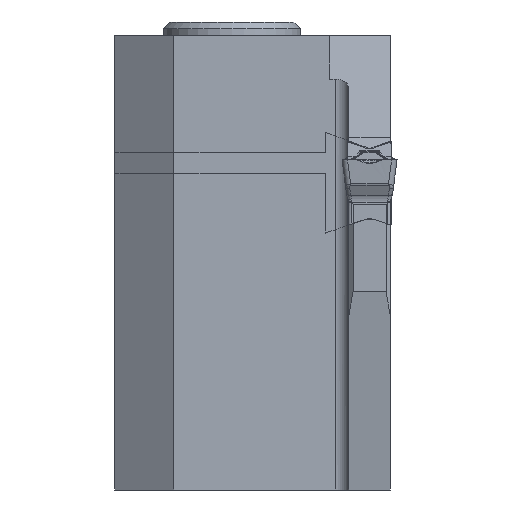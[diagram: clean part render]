
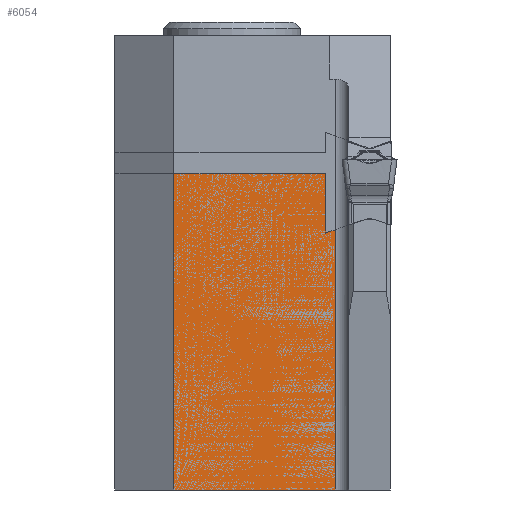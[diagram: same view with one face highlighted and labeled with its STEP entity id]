
A CAD part, left-side view. The second image highlights one B-rep face of the part: STEP entity #6054.
In plain terms, the highlighted planar face has unit normal (-1, 0, 0).
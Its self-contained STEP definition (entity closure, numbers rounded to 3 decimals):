
#6054=ADVANCED_FACE('',(#6950),#6786,.F.);
#6786=PLANE('',#16215);
#6950=FACE_OUTER_BOUND('',#7659,.T.);
#7659=EDGE_LOOP('',(#8907,#8908,#8909,#8910,#8911,#8912));
#8907=ORIENTED_EDGE('',*,*,#13463,.F.);
#8908=ORIENTED_EDGE('',*,*,#13459,.F.);
#8909=ORIENTED_EDGE('',*,*,#13464,.F.);
#8910=ORIENTED_EDGE('',*,*,#13465,.T.);
#8911=ORIENTED_EDGE('',*,*,#13466,.T.);
#8912=ORIENTED_EDGE('',*,*,#13467,.T.);
#12409=VERTEX_POINT('',#20140);
#12410=VERTEX_POINT('',#20142);
#12413=VERTEX_POINT('',#20152);
#12414=VERTEX_POINT('',#20154);
#12415=VERTEX_POINT('',#20156);
#12416=VERTEX_POINT('',#20158);
#13459=EDGE_CURVE('',#12410,#12409,#15207,.T.);
#13463=EDGE_CURVE('',#12409,#12413,#15211,.T.);
#13464=EDGE_CURVE('',#12414,#12410,#15212,.T.);
#13465=EDGE_CURVE('',#12414,#12415,#15213,.T.);
#13466=EDGE_CURVE('',#12415,#12416,#15214,.T.);
#13467=EDGE_CURVE('',#12416,#12413,#15215,.T.);
#15207=LINE('',#20143,#15721);
#15211=LINE('',#20151,#15725);
#15212=LINE('',#20153,#15726);
#15213=LINE('',#20155,#15727);
#15214=LINE('',#20157,#15728);
#15215=LINE('',#20159,#15729);
#15721=VECTOR('',#17370,1.);
#15725=VECTOR('',#17378,1.);
#15726=VECTOR('',#17379,1.);
#15727=VECTOR('',#17380,1.);
#15728=VECTOR('',#17381,1.);
#15729=VECTOR('',#17382,1.);
#16215=AXIS2_PLACEMENT_3D('',#20160,#17383,#17384);
#17370=DIRECTION('',(0.,0.,1.));
#17378=DIRECTION('',(0.,-1.,0.));
#17379=DIRECTION('',(0.,1.,0.));
#17380=DIRECTION('',(0.,0.,1.));
#17381=DIRECTION('',(0.,0.946,-0.326));
#17382=DIRECTION('',(0.,0.,1.));
#17383=DIRECTION('',(1.,0.,0.));
#17384=DIRECTION('',(0.,1.,0.));
#20140=CARTESIAN_POINT('',(14.,14.216,-1.));
#20142=CARTESIAN_POINT('',(14.,14.216,-24.));
#20143=CARTESIAN_POINT('',(14.,14.216,-24.));
#20151=CARTESIAN_POINT('',(14.,1.5,-1.));
#20152=CARTESIAN_POINT('',(14.,3.2,-1.));
#20153=CARTESIAN_POINT('',(14.,1.5,-24.));
#20154=CARTESIAN_POINT('',(14.,2.5,-24.));
#20155=CARTESIAN_POINT('',(14.,2.5,9.));
#20156=CARTESIAN_POINT('',(14.,2.5,-5.089));
#20157=CARTESIAN_POINT('',(14.,7.427,-6.785));
#20158=CARTESIAN_POINT('',(14.,3.2,-5.33));
#20159=CARTESIAN_POINT('',(14.,3.2,-24.));
#20160=CARTESIAN_POINT('',(14.,1.5,-24.));
